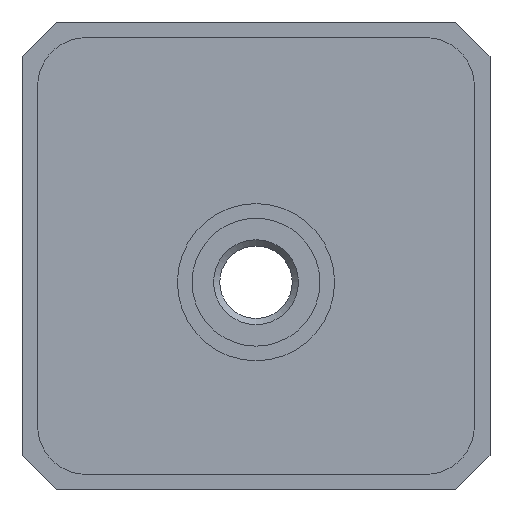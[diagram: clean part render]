
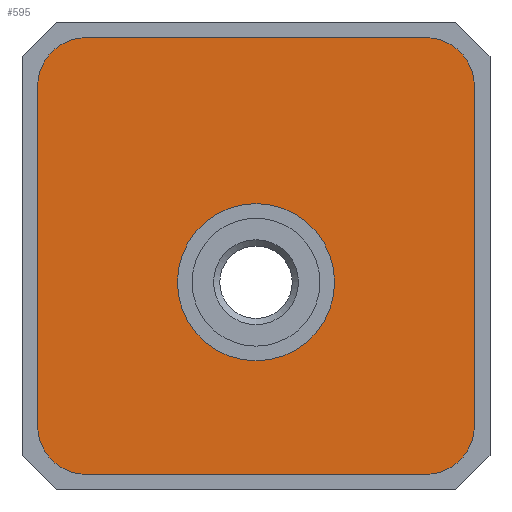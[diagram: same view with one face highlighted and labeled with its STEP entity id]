
A CAD part, front view. The second image highlights one B-rep face of the part: STEP entity #595.
In plain terms, the highlighted planar face has unit normal (0, -1, 0).
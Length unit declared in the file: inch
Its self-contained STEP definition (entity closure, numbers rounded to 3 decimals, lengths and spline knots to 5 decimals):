
#29=LINE('',#901,#84);
#43=LINE('',#940,#98);
#48=LINE('',#953,#103);
#52=LINE('',#968,#107);
#84=VECTOR('',#727,0.3937);
#98=VECTOR('',#763,0.3937);
#103=VECTOR('',#776,0.3937);
#107=VECTOR('',#794,0.3937);
#139=FACE_BOUND('',#208,.T.);
#167=FACE_OUTER_BOUND('',#207,.T.);
#207=EDGE_LOOP('',(#458,#459,#460,#461,#462,#463,#464,#465));
#208=EDGE_LOOP('',(#466));
#238=CIRCLE('',#640,0.12594);
#244=CIRCLE('',#655,0.078);
#246=CIRCLE('',#659,0.078);
#248=CIRCLE('',#662,0.078);
#250=CIRCLE('',#666,0.078);
#263=VERTEX_POINT('',#895);
#264=VERTEX_POINT('',#899);
#265=VERTEX_POINT('',#900);
#278=VERTEX_POINT('',#937);
#279=VERTEX_POINT('',#939);
#281=VERTEX_POINT('',#945);
#283=VERTEX_POINT('',#951);
#285=VERTEX_POINT('',#960);
#287=VERTEX_POINT('',#966);
#319=EDGE_CURVE('',#263,#263,#238,.T.);
#321=EDGE_CURVE('',#264,#265,#29,.T.);
#339=EDGE_CURVE('',#278,#279,#43,.T.);
#343=EDGE_CURVE('',#281,#278,#244,.T.);
#346=EDGE_CURVE('',#283,#281,#48,.T.);
#348=EDGE_CURVE('',#265,#283,#246,.T.);
#351=EDGE_CURVE('',#285,#264,#248,.T.);
#354=EDGE_CURVE('',#287,#285,#52,.T.);
#356=EDGE_CURVE('',#279,#287,#250,.T.);
#458=ORIENTED_EDGE('',*,*,#321,.F.);
#459=ORIENTED_EDGE('',*,*,#351,.F.);
#460=ORIENTED_EDGE('',*,*,#354,.F.);
#461=ORIENTED_EDGE('',*,*,#356,.F.);
#462=ORIENTED_EDGE('',*,*,#339,.F.);
#463=ORIENTED_EDGE('',*,*,#343,.F.);
#464=ORIENTED_EDGE('',*,*,#346,.F.);
#465=ORIENTED_EDGE('',*,*,#348,.F.);
#466=ORIENTED_EDGE('',*,*,#319,.T.);
#561=PLANE('',#667);
#595=ADVANCED_FACE('',(#167,#139),#561,.F.);
#640=AXIS2_PLACEMENT_3D('',#896,#722,#723);
#655=AXIS2_PLACEMENT_3D('',#947,#770,#771);
#659=AXIS2_PLACEMENT_3D('',#956,#781,#782);
#662=AXIS2_PLACEMENT_3D('',#962,#788,#789);
#666=AXIS2_PLACEMENT_3D('',#971,#799,#800);
#667=AXIS2_PLACEMENT_3D('',#972,#801,#802);
#722=DIRECTION('center_axis',(0.,1.,0.));
#723=DIRECTION('ref_axis',(1.,0.,0.));
#727=DIRECTION('',(1.,0.,0.));
#763=DIRECTION('',(-1.,0.,0.));
#770=DIRECTION('center_axis',(0.,1.,0.));
#771=DIRECTION('ref_axis',(1.,0.,0.));
#776=DIRECTION('',(0.,0.,-1.));
#781=DIRECTION('center_axis',(0.,1.,0.));
#782=DIRECTION('ref_axis',(0.,0.,1.));
#788=DIRECTION('center_axis',(0.,1.,0.));
#789=DIRECTION('ref_axis',(-1.,0.,0.));
#794=DIRECTION('',(0.,0.,1.));
#799=DIRECTION('center_axis',(0.,1.,0.));
#800=DIRECTION('ref_axis',(0.,0.,-1.));
#801=DIRECTION('center_axis',(0.,1.,0.));
#802=DIRECTION('ref_axis',(1.,0.,0.));
#895=CARTESIAN_POINT('',(-0.11193,0.06,0.00086));
#896=CARTESIAN_POINT('Origin',(0.01401,0.06,0.00086));
#899=CARTESIAN_POINT('',(-0.25799,0.06,0.39286));
#900=CARTESIAN_POINT('',(0.28601,0.06,0.39286));
#901=CARTESIAN_POINT('',(-0.25799,0.06,0.39286));
#937=CARTESIAN_POINT('',(0.28601,0.06,-0.30714));
#939=CARTESIAN_POINT('',(-0.25799,0.06,-0.30714));
#940=CARTESIAN_POINT('',(0.28601,0.06,-0.30714));
#945=CARTESIAN_POINT('',(0.36401,0.06,-0.22914));
#947=CARTESIAN_POINT('Origin',(0.28601,0.06,-0.22914));
#951=CARTESIAN_POINT('',(0.36401,0.06,0.31486));
#953=CARTESIAN_POINT('',(0.36401,0.06,0.31486));
#956=CARTESIAN_POINT('Origin',(0.28601,0.06,0.31486));
#960=CARTESIAN_POINT('',(-0.33599,0.06,0.31486));
#962=CARTESIAN_POINT('Origin',(-0.25799,0.06,0.31486));
#966=CARTESIAN_POINT('',(-0.33599,0.06,-0.22914));
#968=CARTESIAN_POINT('',(-0.33599,0.06,-0.22914));
#971=CARTESIAN_POINT('Origin',(-0.25799,0.06,-0.22914));
#972=CARTESIAN_POINT('Origin',(0.01401,0.06,0.04286));
